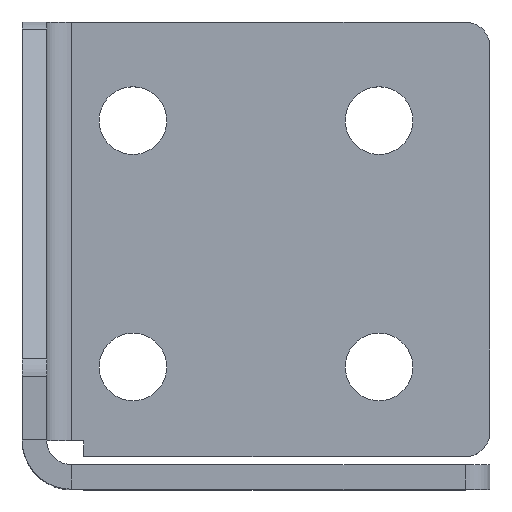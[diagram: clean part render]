
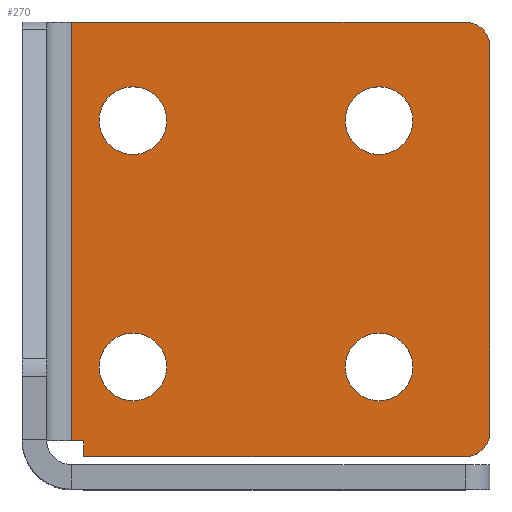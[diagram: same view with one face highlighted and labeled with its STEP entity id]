
A CAD part, top view. The second image highlights one B-rep face of the part: STEP entity #270.
In plain terms, the highlighted planar face has unit normal (0, 0, 1).
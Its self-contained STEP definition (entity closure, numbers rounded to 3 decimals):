
#1 = EDGE_CURVE ( 'NONE', #107, #1239, #799, .T. ) ;
#5 = DIRECTION ( 'NONE',  ( 0., 1., 0. ) ) ;
#6 = AXIS2_PLACEMENT_3D ( 'NONE', #13, #388, #380 ) ;
#13 = CARTESIAN_POINT ( 'NONE',  ( 10., 10., 2. ) ) ;
#29 = LINE ( 'NONE', #637, #1410 ) ;
#38 = EDGE_CURVE ( 'NONE', #669, #306, #1500, .T. ) ;
#41 = FACE_OUTER_BOUND ( 'NONE', #911, .T. ) ;
#67 = ORIENTED_EDGE ( 'NONE', *, *, #751, .F. ) ;
#77 = DIRECTION ( 'NONE',  ( 0., 0., 1. ) ) ;
#88 = VERTEX_POINT ( 'NONE', #511 ) ;
#91 = VERTEX_POINT ( 'NONE', #840 ) ;
#107 = VERTEX_POINT ( 'NONE', #1313 ) ;
#112 = DIRECTION ( 'NONE',  ( 1., 0., 0. ) ) ;
#160 = ORIENTED_EDGE ( 'NONE', *, *, #890, .T. ) ;
#174 = AXIS2_PLACEMENT_3D ( 'NONE', #313, #77, #193 ) ;
#177 = CARTESIAN_POINT ( 'NONE',  ( 10., 30., 2. ) ) ;
#186 = DIRECTION ( 'NONE',  ( 1., 0., 0. ) ) ;
#189 = VERTEX_POINT ( 'NONE', #265 ) ;
#193 = DIRECTION ( 'NONE',  ( 1., 0., 0. ) ) ;
#204 = VECTOR ( 'NONE', #812, 1000. ) ;
#216 = AXIS2_PLACEMENT_3D ( 'NONE', #177, #1542, #1419 ) ;
#221 = ORIENTED_EDGE ( 'NONE', *, *, #1236, .F. ) ;
#225 = DIRECTION ( 'NONE',  ( -1., 0., 0. ) ) ;
#254 = CIRCLE ( 'NONE', #1406, 2. ) ;
#265 = CARTESIAN_POINT ( 'NONE',  ( -12.75, 30., 2. ) ) ;
#270 = ADVANCED_FACE ( 'NONE', ( #420, #1258, #1248, #41, #1005 ), #772, .F. ) ;
#306 = VERTEX_POINT ( 'NONE', #874 ) ;
#313 = CARTESIAN_POINT ( 'NONE',  ( -10., 30., 2. ) ) ;
#331 = DIRECTION ( 'NONE',  ( 0., 0., 1. ) ) ;
#338 = EDGE_CURVE ( 'NONE', #500, #189, #1427, .T. ) ;
#339 = CARTESIAN_POINT ( 'NONE',  ( -7.25, 10., 2. ) ) ;
#349 = CARTESIAN_POINT ( 'NONE',  ( -13.99, 4., 2. ) ) ;
#351 = ORIENTED_EDGE ( 'NONE', *, *, #1295, .F. ) ;
#365 = CARTESIAN_POINT ( 'NONE',  ( 17., 4.707, 2. ) ) ;
#370 = LINE ( 'NONE', #557, #204 ) ;
#374 = CARTESIAN_POINT ( 'NONE',  ( -10., 10., 2. ) ) ;
#380 = DIRECTION ( 'NONE',  ( 1., 0., 0. ) ) ;
#388 = DIRECTION ( 'NONE',  ( 0., 0., 1. ) ) ;
#389 = VERTEX_POINT ( 'NONE', #1175 ) ;
#394 = ORIENTED_EDGE ( 'NONE', *, *, #872, .F. ) ;
#399 = VERTEX_POINT ( 'NONE', #349 ) ;
#420 = FACE_BOUND ( 'NONE', #824, .T. ) ;
#439 = ORIENTED_EDGE ( 'NONE', *, *, #338, .F. ) ;
#465 = LINE ( 'NONE', #825, #1385 ) ;
#484 = DIRECTION ( 'NONE',  ( 0., 0., 1. ) ) ;
#493 = ORIENTED_EDGE ( 'NONE', *, *, #628, .F. ) ;
#500 = VERTEX_POINT ( 'NONE', #713 ) ;
#509 = DIRECTION ( 'NONE',  ( 0., 0., 1. ) ) ;
#511 = CARTESIAN_POINT ( 'NONE',  ( 19., 4.707, 2. ) ) ;
#512 = CIRCLE ( 'NONE', #1233, 2.75 ) ;
#524 = AXIS2_PLACEMENT_3D ( 'NONE', #667, #634, #526 ) ;
#526 = DIRECTION ( 'NONE',  ( -1., 0., 0. ) ) ;
#547 = CARTESIAN_POINT ( 'NONE',  ( -13.99, 2.707, 2. ) ) ;
#557 = CARTESIAN_POINT ( 'NONE',  ( -15., 0., 2. ) ) ;
#572 = EDGE_CURVE ( 'NONE', #88, #389, #1077, .T. ) ;
#573 = CARTESIAN_POINT ( 'NONE',  ( -12.75, 10., 2. ) ) ;
#584 = CIRCLE ( 'NONE', #1249, 2.75 ) ;
#609 = CIRCLE ( 'NONE', #1032, 2.75 ) ;
#616 = LINE ( 'NONE', #978, #1160 ) ;
#627 = ORIENTED_EDGE ( 'NONE', *, *, #572, .T. ) ;
#628 = EDGE_CURVE ( 'NONE', #91, #1319, #370, .T. ) ;
#634 = DIRECTION ( 'NONE',  ( 0., 0., -1. ) ) ;
#635 = CIRCLE ( 'NONE', #1513, 2. ) ;
#637 = CARTESIAN_POINT ( 'NONE',  ( -19., 38., 2. ) ) ;
#653 = VERTEX_POINT ( 'NONE', #339 ) ;
#666 = VERTEX_POINT ( 'NONE', #573 ) ;
#667 = CARTESIAN_POINT ( 'NONE',  ( -19., 0., 2. ) ) ;
#669 = VERTEX_POINT ( 'NONE', #688 ) ;
#688 = CARTESIAN_POINT ( 'NONE',  ( 12.75, 30., 2. ) ) ;
#689 = CIRCLE ( 'NONE', #6, 2.75 ) ;
#713 = CARTESIAN_POINT ( 'NONE',  ( -7.25, 30., 2. ) ) ;
#719 = DIRECTION ( 'NONE',  ( 0., 1., 0. ) ) ;
#735 = CARTESIAN_POINT ( 'NONE',  ( -15., 38., 2. ) ) ;
#737 = DIRECTION ( 'NONE',  ( 0., 0., 1. ) ) ;
#744 = DIRECTION ( 'NONE',  ( -1., 0., 0. ) ) ;
#751 = EDGE_CURVE ( 'NONE', #306, #669, #512, .T. ) ;
#767 = EDGE_CURVE ( 'NONE', #91, #399, #465, .T. ) ;
#772 = PLANE ( 'NONE',  #524 ) ;
#799 = CIRCLE ( 'NONE', #943, 2.75 ) ;
#804 = ORIENTED_EDGE ( 'NONE', *, *, #1099, .F. ) ;
#812 = DIRECTION ( 'NONE',  ( 0., 1., 0. ) ) ;
#824 = EDGE_LOOP ( 'NONE', ( #351, #221 ) ) ;
#825 = CARTESIAN_POINT ( 'NONE',  ( -19., 4., 2. ) ) ;
#838 = CARTESIAN_POINT ( 'NONE',  ( 17., 2.707, 2. ) ) ;
#840 = CARTESIAN_POINT ( 'NONE',  ( -15., 4., 2. ) ) ;
#856 = CIRCLE ( 'NONE', #174, 2.75 ) ;
#872 = EDGE_CURVE ( 'NONE', #1411, #399, #616, .T. ) ;
#873 = DIRECTION ( 'NONE',  ( 1., 0., 0. ) ) ;
#874 = CARTESIAN_POINT ( 'NONE',  ( 7.25, 30., 2. ) ) ;
#888 = EDGE_CURVE ( 'NONE', #1239, #107, #689, .T. ) ;
#890 = EDGE_CURVE ( 'NONE', #1124, #88, #635, .T. ) ;
#892 = ORIENTED_EDGE ( 'NONE', *, *, #957, .F. ) ;
#911 = EDGE_LOOP ( 'NONE', ( #627, #1154, #892, #493, #985, #394, #930, #160 ) ) ;
#912 = CARTESIAN_POINT ( 'NONE',  ( -10., 30., 2. ) ) ;
#930 = ORIENTED_EDGE ( 'NONE', *, *, #1208, .F. ) ;
#934 = DIRECTION ( 'NONE',  ( 1., 0., 0. ) ) ;
#943 = AXIS2_PLACEMENT_3D ( 'NONE', #1097, #737, #112 ) ;
#957 = EDGE_CURVE ( 'NONE', #1319, #1278, #29, .T. ) ;
#972 = CARTESIAN_POINT ( 'NONE',  ( 17., 36., 2. ) ) ;
#978 = CARTESIAN_POINT ( 'NONE',  ( -13.99, 0., 2. ) ) ;
#985 = ORIENTED_EDGE ( 'NONE', *, *, #767, .T. ) ;
#1005 = FACE_BOUND ( 'NONE', #1008, .T. ) ;
#1008 = EDGE_LOOP ( 'NONE', ( #439, #804 ) ) ;
#1025 = CARTESIAN_POINT ( 'NONE',  ( -19., 2.707, 2. ) ) ;
#1032 = AXIS2_PLACEMENT_3D ( 'NONE', #1444, #509, #873 ) ;
#1044 = CARTESIAN_POINT ( 'NONE',  ( 10., 30., 2. ) ) ;
#1077 = LINE ( 'NONE', #1192, #1412 ) ;
#1097 = CARTESIAN_POINT ( 'NONE',  ( 10., 10., 2. ) ) ;
#1099 = EDGE_CURVE ( 'NONE', #189, #500, #856, .T. ) ;
#1124 = VERTEX_POINT ( 'NONE', #838 ) ;
#1141 = ORIENTED_EDGE ( 'NONE', *, *, #38, .F. ) ;
#1142 = LINE ( 'NONE', #1025, #1509 ) ;
#1154 = ORIENTED_EDGE ( 'NONE', *, *, #1227, .T. ) ;
#1160 = VECTOR ( 'NONE', #719, 1000. ) ;
#1175 = CARTESIAN_POINT ( 'NONE',  ( 19., 36., 2. ) ) ;
#1176 = EDGE_LOOP ( 'NONE', ( #1528, #1260 ) ) ;
#1192 = CARTESIAN_POINT ( 'NONE',  ( 19., 0., 2. ) ) ;
#1199 = AXIS2_PLACEMENT_3D ( 'NONE', #912, #1291, #934 ) ;
#1208 = EDGE_CURVE ( 'NONE', #1124, #1411, #1142, .T. ) ;
#1212 = DIRECTION ( 'NONE',  ( 0., 0., 1. ) ) ;
#1227 = EDGE_CURVE ( 'NONE', #389, #1278, #254, .T. ) ;
#1233 = AXIS2_PLACEMENT_3D ( 'NONE', #1044, #331, #1294 ) ;
#1236 = EDGE_CURVE ( 'NONE', #666, #653, #609, .T. ) ;
#1239 = VERTEX_POINT ( 'NONE', #1467 ) ;
#1248 = FACE_BOUND ( 'NONE', #1176, .T. ) ;
#1249 = AXIS2_PLACEMENT_3D ( 'NONE', #374, #1212, #1325 ) ;
#1258 = FACE_BOUND ( 'NONE', #1433, .T. ) ;
#1260 = ORIENTED_EDGE ( 'NONE', *, *, #1, .F. ) ;
#1278 = VERTEX_POINT ( 'NONE', #1458 ) ;
#1291 = DIRECTION ( 'NONE',  ( 0., 0., 1. ) ) ;
#1294 = DIRECTION ( 'NONE',  ( 1., 0., 0. ) ) ;
#1295 = EDGE_CURVE ( 'NONE', #653, #666, #584, .T. ) ;
#1313 = CARTESIAN_POINT ( 'NONE',  ( 7.25, 10., 2. ) ) ;
#1315 = DIRECTION ( 'NONE',  ( 0., 0., 1. ) ) ;
#1319 = VERTEX_POINT ( 'NONE', #735 ) ;
#1325 = DIRECTION ( 'NONE',  ( 1., 0., 0. ) ) ;
#1385 = VECTOR ( 'NONE', #186, 1000. ) ;
#1406 = AXIS2_PLACEMENT_3D ( 'NONE', #972, #484, #744 ) ;
#1410 = VECTOR ( 'NONE', #1476, 1000. ) ;
#1411 = VERTEX_POINT ( 'NONE', #547 ) ;
#1412 = VECTOR ( 'NONE', #5, 1000. ) ;
#1419 = DIRECTION ( 'NONE',  ( 1., 0., 0. ) ) ;
#1427 = CIRCLE ( 'NONE', #1199, 2.75 ) ;
#1433 = EDGE_LOOP ( 'NONE', ( #1141, #67 ) ) ;
#1444 = CARTESIAN_POINT ( 'NONE',  ( -10., 10., 2. ) ) ;
#1458 = CARTESIAN_POINT ( 'NONE',  ( 17., 38., 2. ) ) ;
#1467 = CARTESIAN_POINT ( 'NONE',  ( 12.75, 10., 2. ) ) ;
#1476 = DIRECTION ( 'NONE',  ( 1., 0., 0. ) ) ;
#1500 = CIRCLE ( 'NONE', #216, 2.75 ) ;
#1505 = DIRECTION ( 'NONE',  ( -1., 0., 0. ) ) ;
#1509 = VECTOR ( 'NONE', #1505, 1000. ) ;
#1513 = AXIS2_PLACEMENT_3D ( 'NONE', #365, #1315, #225 ) ;
#1528 = ORIENTED_EDGE ( 'NONE', *, *, #888, .F. ) ;
#1542 = DIRECTION ( 'NONE',  ( 0., 0., 1. ) ) ;
